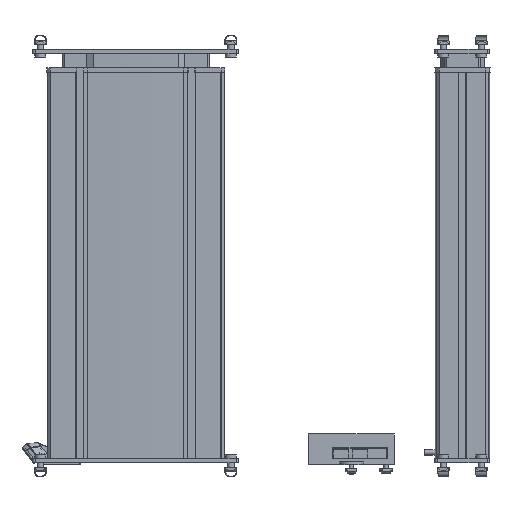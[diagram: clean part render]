
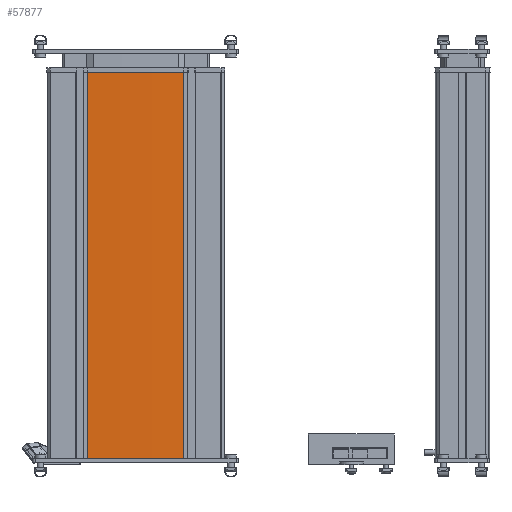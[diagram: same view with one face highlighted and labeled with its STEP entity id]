
A CAD part, front view. The second image highlights one B-rep face of the part: STEP entity #57877.
In plain terms, the highlighted cylindrical face has radius 1500 mm (diameter 3000 mm), a partial arc.
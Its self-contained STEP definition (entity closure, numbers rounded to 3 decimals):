
#3250=FACE_OUTER_BOUND('',#6458,.T.);
#6458=EDGE_LOOP('',(#40310,#40311,#40312,#40313));
#10617=LINE('',#85825,#16480);
#10618=LINE('',#85827,#16481);
#16480=VECTOR('',#68783,10.);
#16481=VECTOR('',#68786,10.);
#21907=CIRCLE('',#61338,1500.);
#22024=CIRCLE('',#61516,1500.);
#24210=VERTEX_POINT('',#84321);
#24211=VERTEX_POINT('',#84323);
#24449=VERTEX_POINT('',#84920);
#24450=VERTEX_POINT('',#84922);
#29952=EDGE_CURVE('',#24210,#24211,#21907,.T.);
#30251=EDGE_CURVE('',#24450,#24449,#22024,.T.);
#30703=EDGE_CURVE('',#24449,#24211,#10617,.T.);
#30704=EDGE_CURVE('',#24450,#24210,#10618,.T.);
#40310=ORIENTED_EDGE('',*,*,#30251,.T.);
#40311=ORIENTED_EDGE('',*,*,#30703,.T.);
#40312=ORIENTED_EDGE('',*,*,#29952,.F.);
#40313=ORIENTED_EDGE('',*,*,#30704,.F.);
#55908=CYLINDRICAL_SURFACE('',#61903,1500.);
#57877=ADVANCED_FACE('',(#3250),#55908,.T.);
#61338=AXIS2_PLACEMENT_3D('',#84324,#67153,#67154);
#61516=AXIS2_PLACEMENT_3D('',#84923,#67691,#67692);
#61903=AXIS2_PLACEMENT_3D('',#85826,#68784,#68785);
#67153=DIRECTION('center_axis',(0.,0.,
1.));
#67154=DIRECTION('ref_axis',(0.038,0.999,0.));
#67691=DIRECTION('center_axis',(0.,0.,
1.));
#67692=DIRECTION('ref_axis',(0.038,0.999,0.));
#68783=DIRECTION('',(0.,0.,1.));
#68784=DIRECTION('center_axis',(0.,0.,
1.));
#68785=DIRECTION('ref_axis',(0.038,0.999,0.));
#68786=DIRECTION('',(0.,0.,1.));
#84321=CARTESIAN_POINT('',(57.25,31.25,463.));
#84323=CARTESIAN_POINT('',(-57.25,31.25,463.));
#84324=CARTESIAN_POINT('Origin',(0.,-1467.657,
463.));
#84920=CARTESIAN_POINT('',(-57.25,31.25,5.));
#84922=CARTESIAN_POINT('',(57.25,31.25,5.));
#84923=CARTESIAN_POINT('Origin',(0.,-1467.657,
5.));
#85825=CARTESIAN_POINT('',(-57.25,31.25,5.));
#85826=CARTESIAN_POINT('Origin',(0.,-1467.657,
5.));
#85827=CARTESIAN_POINT('',(57.25,31.25,5.));
